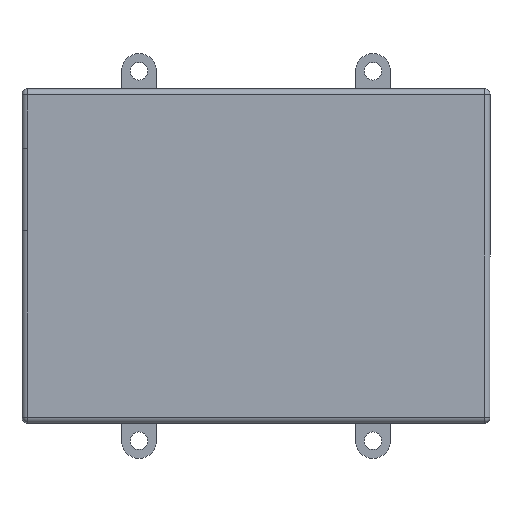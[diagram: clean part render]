
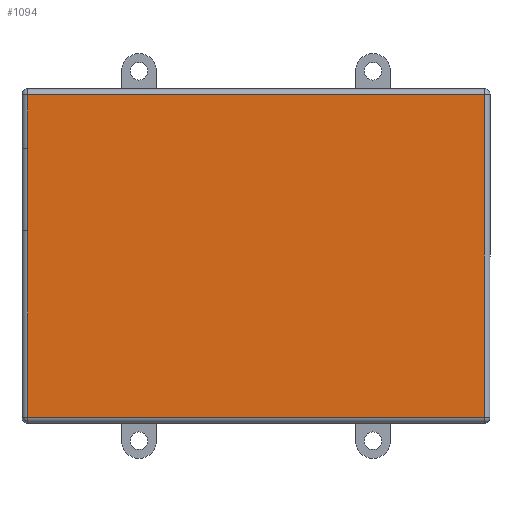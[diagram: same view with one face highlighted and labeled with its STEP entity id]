
A CAD part, front view. The second image highlights one B-rep face of the part: STEP entity #1094.
In plain terms, the highlighted planar face has unit normal (0, -1, 0).
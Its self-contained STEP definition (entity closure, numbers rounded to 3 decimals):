
#48 = VECTOR ( 'NONE', #2213, 1000. ) ;
#170 = CARTESIAN_POINT ( 'NONE',  ( -38.9, -2., 0. ) ) ;
#224 = ORIENTED_EDGE ( 'NONE', *, *, #1059, .T. ) ;
#228 = CARTESIAN_POINT ( 'NONE',  ( -38.9, -2., 27.5 ) ) ;
#243 = VECTOR ( 'NONE', #2110, 1000. ) ;
#245 = CARTESIAN_POINT ( 'NONE',  ( -38.9, -2., 0. ) ) ;
#312 = LINE ( 'NONE', #1343, #850 ) ;
#353 = VERTEX_POINT ( 'NONE', #1432 ) ;
#520 = DIRECTION ( 'NONE',  ( -1., 0., 0. ) ) ;
#631 = ORIENTED_EDGE ( 'NONE', *, *, #1422, .T. ) ;
#689 = CARTESIAN_POINT ( 'NONE',  ( 0., -2., 27.5 ) ) ;
#735 = LINE ( 'NONE', #170, #1175 ) ;
#819 = FACE_OUTER_BOUND ( 'NONE', #980, .T. ) ;
#850 = VECTOR ( 'NONE', #1027, 1000. ) ;
#887 = DIRECTION ( 'NONE',  ( 0., 0., -1. ) ) ;
#948 = VERTEX_POINT ( 'NONE', #1526 ) ;
#980 = EDGE_LOOP ( 'NONE', ( #631, #2289, #1566, #1198, #224, #2027 ) ) ;
#1008 = CARTESIAN_POINT ( 'NONE',  ( -38.9, -2., 0. ) ) ;
#1025 = VECTOR ( 'NONE', #2248, 1000. ) ;
#1027 = DIRECTION ( 'NONE',  ( 0., 0., 1. ) ) ;
#1059 = EDGE_CURVE ( 'NONE', #353, #1937, #312, .T. ) ;
#1094 = ADVANCED_FACE ( 'NONE', ( #819 ), #1531, .T. ) ;
#1106 = LINE ( 'NONE', #245, #48 ) ;
#1132 = CARTESIAN_POINT ( 'NONE',  ( 38.9, -2., 27.5 ) ) ;
#1175 = VECTOR ( 'NONE', #887, 1000. ) ;
#1198 = ORIENTED_EDGE ( 'NONE', *, *, #1634, .T. ) ;
#1208 = CARTESIAN_POINT ( 'NONE',  ( 0., -2., -27.5 ) ) ;
#1343 = CARTESIAN_POINT ( 'NONE',  ( 38.9, -2., 0. ) ) ;
#1345 = EDGE_CURVE ( 'NONE', #1937, #2177, #2133, .T. ) ;
#1373 = CARTESIAN_POINT ( 'NONE',  ( -38.9, -2., 18.3 ) ) ;
#1380 = EDGE_CURVE ( 'NONE', #1607, #948, #735, .T. ) ;
#1422 = EDGE_CURVE ( 'NONE', #2177, #1607, #1106, .T. ) ;
#1432 = CARTESIAN_POINT ( 'NONE',  ( 38.9, -2., -27.5 ) ) ;
#1448 = CARTESIAN_POINT ( 'NONE',  ( -38.9, -2., -27.5 ) ) ;
#1509 = VECTOR ( 'NONE', #520, 1000. ) ;
#1526 = CARTESIAN_POINT ( 'NONE',  ( -38.9, -2., 4.3 ) ) ;
#1531 = PLANE ( 'NONE',  #2226 ) ;
#1534 = LINE ( 'NONE', #1008, #1025 ) ;
#1546 = EDGE_CURVE ( 'NONE', #948, #1723, #1534, .T. ) ;
#1566 = ORIENTED_EDGE ( 'NONE', *, *, #1546, .T. ) ;
#1581 = LINE ( 'NONE', #1208, #243 ) ;
#1607 = VERTEX_POINT ( 'NONE', #1373 ) ;
#1634 = EDGE_CURVE ( 'NONE', #1723, #353, #1581, .T. ) ;
#1698 = CARTESIAN_POINT ( 'NONE',  ( 0., -2., 0. ) ) ;
#1723 = VERTEX_POINT ( 'NONE', #1448 ) ;
#1937 = VERTEX_POINT ( 'NONE', #1132 ) ;
#2027 = ORIENTED_EDGE ( 'NONE', *, *, #1345, .T. ) ;
#2074 = DIRECTION ( 'NONE',  ( 0., 0., -1. ) ) ;
#2110 = DIRECTION ( 'NONE',  ( 1., 0., 0. ) ) ;
#2133 = LINE ( 'NONE', #689, #1509 ) ;
#2177 = VERTEX_POINT ( 'NONE', #228 ) ;
#2213 = DIRECTION ( 'NONE',  ( 0., 0., -1. ) ) ;
#2226 = AXIS2_PLACEMENT_3D ( 'NONE', #1698, #2246, #2074 ) ;
#2246 = DIRECTION ( 'NONE',  ( 0., -1., 0. ) ) ;
#2248 = DIRECTION ( 'NONE',  ( 0., 0., -1. ) ) ;
#2289 = ORIENTED_EDGE ( 'NONE', *, *, #1380, .T. ) ;
